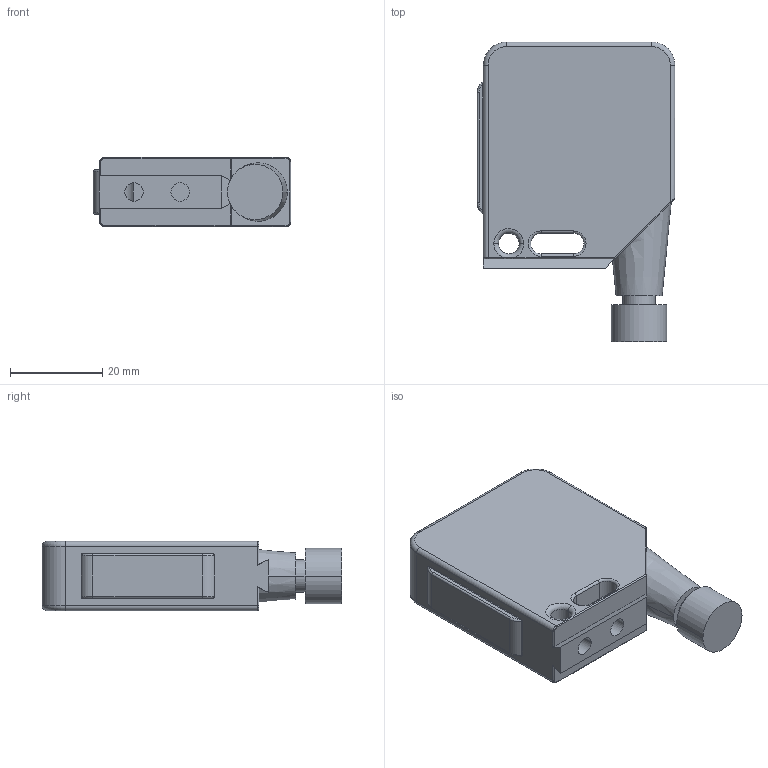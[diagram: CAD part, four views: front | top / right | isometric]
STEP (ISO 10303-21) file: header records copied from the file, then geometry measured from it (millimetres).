
FILE_DESCRIPTION((''),'2;1');
FILE_NAME('PRT0002_SW0003','2012-03-22T',('dhelisch'),(''),'PRO/ENGINEER BY PARAMETRIC TECHNOLOGY CORPORATION, 2007250','PRO/ENGINEER BY PARAMETRIC TECHNOLOGY CORPORATION, 2007250','');
FILE_SCHEMA(('CONFIG_CONTROL_DESIGN'));
Length unit declared in the file: millimetre
Products named in the file (1): PRT0002_SW0003
Bounding box: 42.85 x 65 x 15 mm (x, y, z)
Surface area: 7750.7 mm2 (no closed solid volume)
Topology: 0 solids, 1 shells, 98 faces, 264 edges, 169 vertices
Faces by surface type: cylinder 44, plane 21, torus 18, bspline 11, cone 2, sphere 2
Entity records: 4688 total; most frequent: CARTESIAN_POINT 1400, DIRECTION 521, ORIENTED_EDGE 506, EDGE_CURVE 253, AXIS2_PLACEMENT_3D 214, VERTEX_POINT 157, CIRCLE 126, FILL_AREA_STYLE_COLOUR 107
